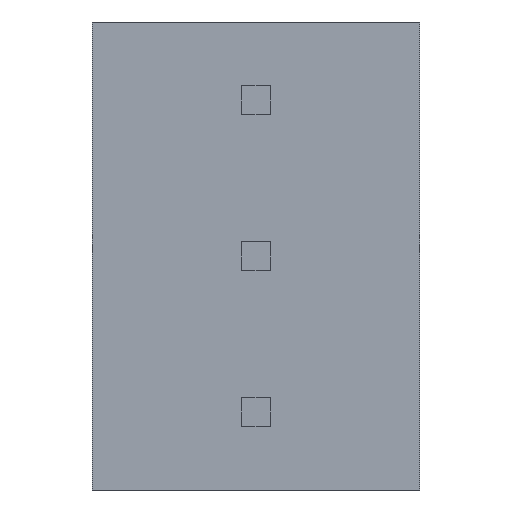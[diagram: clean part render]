
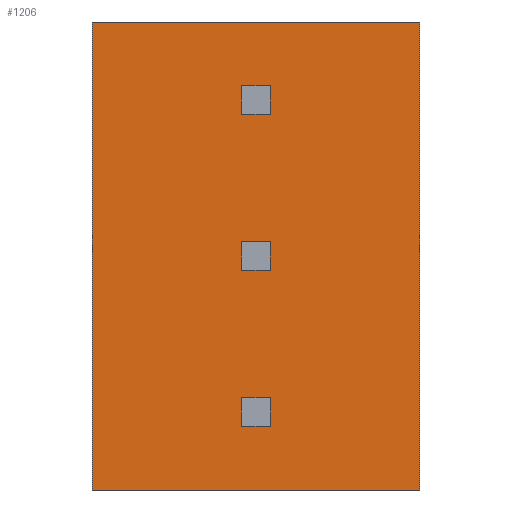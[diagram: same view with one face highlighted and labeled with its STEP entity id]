
A CAD part, front view. The second image highlights one B-rep face of the part: STEP entity #1206.
In plain terms, the highlighted planar face has unit normal (0, -1, 0).
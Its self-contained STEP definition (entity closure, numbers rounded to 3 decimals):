
#201 = AXIS2_PLACEMENT_3D ( 'NONE', #411, #419, #420 ) ;
#408 = PLANE ( 'NONE',  #201 ) ;
#411 = CARTESIAN_POINT ( 'NONE',  ( -5.25, 0., 7.5 ) ) ;
#419 = DIRECTION ( 'NONE',  ( 0., 1., 0. ) ) ;
#420 = DIRECTION ( 'NONE',  ( 0., 0., 1. ) ) ;
#693 = CARTESIAN_POINT ( 'NONE',  ( 0.45, 0., -4.55 ) ) ;
#698 = CARTESIAN_POINT ( 'NONE',  ( -0.45, 0., -5.45 ) ) ;
#699 = DIRECTION ( 'NONE',  ( 0., 0., 1. ) ) ;
#702 = CARTESIAN_POINT ( 'NONE',  ( -0.45, 0., -0.45 ) ) ;
#703 = DIRECTION ( 'NONE',  ( 1., 0., 0. ) ) ;
#704 = CARTESIAN_POINT ( 'NONE',  ( -0.45, 0., -4.55 ) ) ;
#705 = DIRECTION ( 'NONE',  ( 0., 0., -1. ) ) ;
#706 = CARTESIAN_POINT ( 'NONE',  ( -0.45, 0., -4.55 ) ) ;
#707 = DIRECTION ( 'NONE',  ( -1., 0., 0. ) ) ;
#708 = CARTESIAN_POINT ( 'NONE',  ( 0.45, 0., 5.45 ) ) ;
#709 = DIRECTION ( 'NONE',  ( 0., 0., 1. ) ) ;
#710 = CARTESIAN_POINT ( 'NONE',  ( -0.45, 0., 4.55 ) ) ;
#711 = DIRECTION ( 'NONE',  ( 1., 0., 0. ) ) ;
#712 = CARTESIAN_POINT ( 'NONE',  ( -0.45, 0., 5.45 ) ) ;
#713 = DIRECTION ( 'NONE',  ( 0., 0., -1. ) ) ;
#714 = CARTESIAN_POINT ( 'NONE',  ( -0.45, 0., 5.45 ) ) ;
#715 = DIRECTION ( 'NONE',  ( -1., 0., 0. ) ) ;
#716 = CARTESIAN_POINT ( 'NONE',  ( -5.25, 0., 7.5 ) ) ;
#717 = DIRECTION ( 'NONE',  ( 1., 0., 0. ) ) ;
#718 = CARTESIAN_POINT ( 'NONE',  ( -5.25, 0., 7.5 ) ) ;
#719 = DIRECTION ( 'NONE',  ( 0., 0., -1. ) ) ;
#720 = CARTESIAN_POINT ( 'NONE',  ( -0.45, 0., 0.45 ) ) ;
#721 = DIRECTION ( 'NONE',  ( 1., 0., 0. ) ) ;
#722 = CARTESIAN_POINT ( 'NONE',  ( -0.45, 0., 0.45 ) ) ;
#723 = DIRECTION ( 'NONE',  ( 0., 0., -1. ) ) ;
#724 = CARTESIAN_POINT ( 'NONE',  ( -5.25, 0., -7.5 ) ) ;
#725 = DIRECTION ( 'NONE',  ( 1., 0., 0. ) ) ;
#728 = CARTESIAN_POINT ( 'NONE',  ( 5.25, 0., 7.5 ) ) ;
#729 = DIRECTION ( 'NONE',  ( -1., 0., 0. ) ) ;
#732 = CARTESIAN_POINT ( 'NONE',  ( 0.45, 0., 0.45 ) ) ;
#733 = DIRECTION ( 'NONE',  ( 0., 0., -1. ) ) ;
#743 = DIRECTION ( 'NONE',  ( 0., 0., 1. ) ) ;
#984 = CARTESIAN_POINT ( 'NONE',  ( -0.45, 0., -0.45 ) ) ;
#986 = CARTESIAN_POINT ( 'NONE',  ( 0.45, 0., -4.55 ) ) ;
#987 = CARTESIAN_POINT ( 'NONE',  ( 0.45, 0., 4.55 ) ) ;
#988 = CARTESIAN_POINT ( 'NONE',  ( -0.45, 0., -4.55 ) ) ;
#989 = CARTESIAN_POINT ( 'NONE',  ( -0.45, 0., -5.45 ) ) ;
#990 = CARTESIAN_POINT ( 'NONE',  ( -0.45, 0., 4.55 ) ) ;
#992 = CARTESIAN_POINT ( 'NONE',  ( 0.45, 0., 5.45 ) ) ;
#993 = CARTESIAN_POINT ( 'NONE',  ( 0.45, 0., -5.45 ) ) ;
#995 = CARTESIAN_POINT ( 'NONE',  ( -5.25, 0., 7.5 ) ) ;
#996 = CARTESIAN_POINT ( 'NONE',  ( -0.45, 0., 5.45 ) ) ;
#997 = CARTESIAN_POINT ( 'NONE',  ( 5.25, 0., -7.5 ) ) ;
#999 = CARTESIAN_POINT ( 'NONE',  ( 5.25, 0., 7.5 ) ) ;
#1000 = CARTESIAN_POINT ( 'NONE',  ( -5.25, 0., -7.5 ) ) ;
#1002 = CARTESIAN_POINT ( 'NONE',  ( 0.45, 0., 0.45 ) ) ;
#1004 = CARTESIAN_POINT ( 'NONE',  ( 0.45, 0., -0.45 ) ) ;
#1005 = CARTESIAN_POINT ( 'NONE',  ( -0.45, 0., 0.45 ) ) ;
#1206 = ADVANCED_FACE ( 'NONE', ( #2275, #2279, #2281, #2283 ), #408, .F. ) ;
#1551 = EDGE_LOOP ( 'NONE', ( #1869, #1868, #1867, #1866 ) ) ;
#1554 = EDGE_LOOP ( 'NONE', ( #1873, #1872, #1871, #1870 ) ) ;
#1632 = EDGE_LOOP ( 'NONE', ( #1865, #1864, #1863, #1862 ) ) ;
#1673 = EDGE_CURVE ( 'NONE', #2346, #2339, #2221, .T. ) ;
#1680 = EDGE_CURVE ( 'NONE', #2342, #2346, #2226, .T. ) ;
#1681 = EDGE_CURVE ( 'NONE', #2341, #2342, #2229, .T. ) ;
#1682 = EDGE_CURVE ( 'NONE', #2339, #2341, #2231, .T. ) ;
#1683 = EDGE_CURVE ( 'NONE', #2340, #2345, #2233, .T. ) ;
#1684 = EDGE_CURVE ( 'NONE', #2343, #2340, #2316, .T. ) ;
#1685 = EDGE_CURVE ( 'NONE', #2349, #2343, #1889, .T. ) ;
#1686 = EDGE_CURVE ( 'NONE', #2345, #2349, #1891, .T. ) ;
#1687 = EDGE_CURVE ( 'NONE', #2348, #2352, #1893, .T. ) ;
#1688 = EDGE_CURVE ( 'NONE', #2348, #2353, #1895, .T. ) ;
#1689 = EDGE_CURVE ( 'NONE', #2337, #2357, #2225, .T. ) ;
#1690 = EDGE_CURVE ( 'NONE', #2358, #2337, #1898, .T. ) ;
#1691 = EDGE_CURVE ( 'NONE', #2353, #2350, #1900, .T. ) ;
#1693 = EDGE_CURVE ( 'NONE', #2355, #2358, #2224, .T. ) ;
#1695 = EDGE_CURVE ( 'NONE', #2352, #2350, #2223, .T. ) ;
#1699 = EDGE_CURVE ( 'NONE', #2357, #2355, #1913, .T. ) ;
#1730 = EDGE_LOOP ( 'NONE', ( #1861, #1860, #1859, #1858 ) ) ;
#1858 = ORIENTED_EDGE ( 'NONE', *, *, #1680, .F. ) ;
#1859 = ORIENTED_EDGE ( 'NONE', *, *, #1673, .F. ) ;
#1860 = ORIENTED_EDGE ( 'NONE', *, *, #1682, .F. ) ;
#1861 = ORIENTED_EDGE ( 'NONE', *, *, #1681, .F. ) ;
#1862 = ORIENTED_EDGE ( 'NONE', *, *, #1684, .F. ) ;
#1863 = ORIENTED_EDGE ( 'NONE', *, *, #1683, .F. ) ;
#1864 = ORIENTED_EDGE ( 'NONE', *, *, #1686, .F. ) ;
#1865 = ORIENTED_EDGE ( 'NONE', *, *, #1685, .F. ) ;
#1866 = ORIENTED_EDGE ( 'NONE', *, *, #1688, .T. ) ;
#1867 = ORIENTED_EDGE ( 'NONE', *, *, #1687, .F. ) ;
#1868 = ORIENTED_EDGE ( 'NONE', *, *, #1695, .F. ) ;
#1869 = ORIENTED_EDGE ( 'NONE', *, *, #1691, .T. ) ;
#1870 = ORIENTED_EDGE ( 'NONE', *, *, #1689, .F. ) ;
#1871 = ORIENTED_EDGE ( 'NONE', *, *, #1699, .F. ) ;
#1872 = ORIENTED_EDGE ( 'NONE', *, *, #1693, .F. ) ;
#1873 = ORIENTED_EDGE ( 'NONE', *, *, #1690, .F. ) ;
#1888 = VECTOR ( 'NONE', #711, 1000. ) ;
#1889 = LINE ( 'NONE', #712, #1890 ) ;
#1890 = VECTOR ( 'NONE', #713, 1000. ) ;
#1891 = LINE ( 'NONE', #714, #1892 ) ;
#1892 = VECTOR ( 'NONE', #715, 1000. ) ;
#1893 = LINE ( 'NONE', #716, #1894 ) ;
#1894 = VECTOR ( 'NONE', #717, 1000. ) ;
#1895 = LINE ( 'NONE', #718, #1896 ) ;
#1896 = VECTOR ( 'NONE', #719, 1000. ) ;
#1897 = VECTOR ( 'NONE', #721, 1000. ) ;
#1898 = LINE ( 'NONE', #722, #1899 ) ;
#1899 = VECTOR ( 'NONE', #723, 1000. ) ;
#1900 = LINE ( 'NONE', #724, #1901 ) ;
#1901 = VECTOR ( 'NONE', #725, 1000. ) ;
#1904 = VECTOR ( 'NONE', #729, 1000. ) ;
#1908 = VECTOR ( 'NONE', #733, 1000. ) ;
#1911 = VECTOR ( 'NONE', #743, 1000. ) ;
#1913 = LINE ( 'NONE', #732, #1911 ) ;
#2208 = VECTOR ( 'NONE', #703, 1000. ) ;
#2215 = VECTOR ( 'NONE', #699, 1000. ) ;
#2221 = LINE ( 'NONE', #693, #2215 ) ;
#2223 = LINE ( 'NONE', #728, #1908 ) ;
#2224 = LINE ( 'NONE', #720, #1904 ) ;
#2225 = LINE ( 'NONE', #702, #1897 ) ;
#2226 = LINE ( 'NONE', #698, #2208 ) ;
#2229 = LINE ( 'NONE', #704, #2230 ) ;
#2230 = VECTOR ( 'NONE', #705, 1000. ) ;
#2231 = LINE ( 'NONE', #706, #2232 ) ;
#2232 = VECTOR ( 'NONE', #707, 1000. ) ;
#2233 = LINE ( 'NONE', #708, #2234 ) ;
#2234 = VECTOR ( 'NONE', #709, 1000. ) ;
#2275 = FACE_BOUND ( 'NONE', #1554, .T. ) ;
#2279 = FACE_OUTER_BOUND ( 'NONE', #1551, .T. ) ;
#2281 = FACE_BOUND ( 'NONE', #1632, .T. ) ;
#2283 = FACE_BOUND ( 'NONE', #1730, .T. ) ;
#2316 = LINE ( 'NONE', #710, #1888 ) ;
#2337 = VERTEX_POINT ( 'NONE', #984 ) ;
#2339 = VERTEX_POINT ( 'NONE', #986 ) ;
#2340 = VERTEX_POINT ( 'NONE', #987 ) ;
#2341 = VERTEX_POINT ( 'NONE', #988 ) ;
#2342 = VERTEX_POINT ( 'NONE', #989 ) ;
#2343 = VERTEX_POINT ( 'NONE', #990 ) ;
#2345 = VERTEX_POINT ( 'NONE', #992 ) ;
#2346 = VERTEX_POINT ( 'NONE', #993 ) ;
#2348 = VERTEX_POINT ( 'NONE', #995 ) ;
#2349 = VERTEX_POINT ( 'NONE', #996 ) ;
#2350 = VERTEX_POINT ( 'NONE', #997 ) ;
#2352 = VERTEX_POINT ( 'NONE', #999 ) ;
#2353 = VERTEX_POINT ( 'NONE', #1000 ) ;
#2355 = VERTEX_POINT ( 'NONE', #1002 ) ;
#2357 = VERTEX_POINT ( 'NONE', #1004 ) ;
#2358 = VERTEX_POINT ( 'NONE', #1005 ) ;
